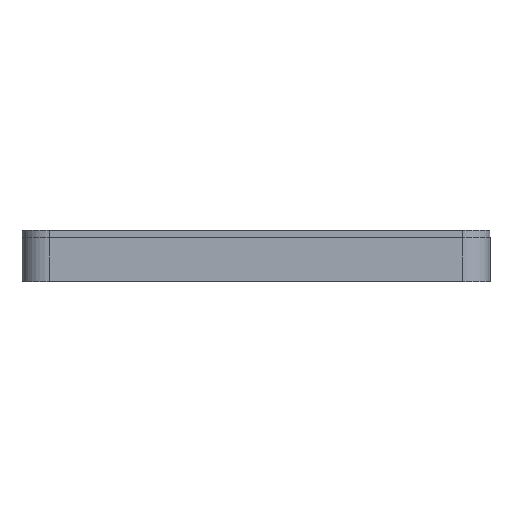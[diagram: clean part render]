
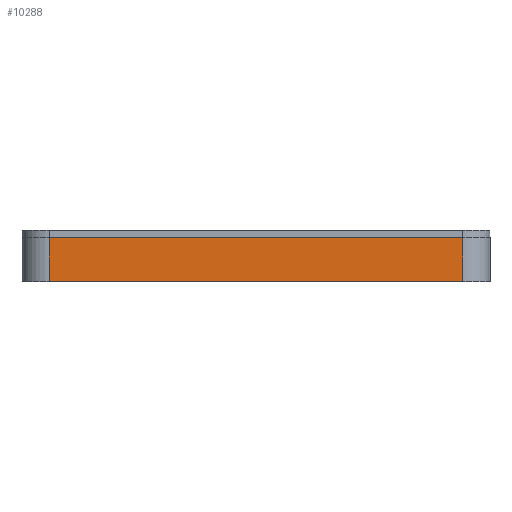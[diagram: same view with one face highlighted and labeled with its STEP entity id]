
A CAD part, left-side view. The second image highlights one B-rep face of the part: STEP entity #10288.
In plain terms, the highlighted planar face has unit normal (-1, 0, 0).
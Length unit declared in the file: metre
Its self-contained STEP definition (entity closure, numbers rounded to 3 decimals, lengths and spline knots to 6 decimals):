
#202=PLANE('',#11241);
#740=LINE('',#16206,#1626);
#752=LINE('',#16238,#1638);
#753=LINE('',#16240,#1639);
#754=LINE('',#16242,#1640);
#1626=VECTOR('',#13177,1.);
#1638=VECTOR('',#13207,1.);
#1639=VECTOR('',#13208,1.);
#1640=VECTOR('',#13209,1.);
#3479=ORIENTED_EDGE('',*,*,#5878,.T.);
#3480=ORIENTED_EDGE('',*,*,#5895,.T.);
#3481=ORIENTED_EDGE('',*,*,#5896,.F.);
#3482=ORIENTED_EDGE('',*,*,#5897,.T.);
#5878=EDGE_CURVE('',#7224,#7223,#740,.T.);
#5895=EDGE_CURVE('',#7223,#7235,#752,.T.);
#5896=EDGE_CURVE('',#7236,#7235,#753,.T.);
#5897=EDGE_CURVE('',#7236,#7224,#754,.F.);
#7223=VERTEX_POINT('',#16205);
#7224=VERTEX_POINT('',#16207);
#7235=VERTEX_POINT('',#16239);
#7236=VERTEX_POINT('',#16241);
#8623=EDGE_LOOP('',(#3479,#3480,#3481,#3482));
#9439=FACE_BOUND('',#8623,.T.);
#10288=ADVANCED_FACE('',(#9439),#202,.T.);
#11241=AXIS2_PLACEMENT_3D('',#16237,#13205,#13206);
#13177=DIRECTION('',(0.,1.,0.));
#13205=DIRECTION('',(-1.,0.,0.));
#13206=DIRECTION('',(0.,-1.,0.));
#13207=DIRECTION('',(0.,0.,-1.));
#13208=DIRECTION('',(0.,1.,0.));
#13209=DIRECTION('',(0.,0.,-1.));
#16205=CARTESIAN_POINT('',(-0.05435,0.03765,0.008));
#16206=CARTESIAN_POINT('',(-0.05435,0.,0.008));
#16207=CARTESIAN_POINT('',(-0.05435,-0.03765,0.008));
#16237=CARTESIAN_POINT('',(-0.05435,0.,0.008));
#16238=CARTESIAN_POINT('',(-0.05435,0.03765,0.008));
#16239=CARTESIAN_POINT('',(-0.05435,0.03765,0.));
#16240=CARTESIAN_POINT('',(-0.05435,0.,0.));
#16241=CARTESIAN_POINT('',(-0.05435,-0.03765,0.));
#16242=CARTESIAN_POINT('',(-0.05435,-0.03765,0.008));
